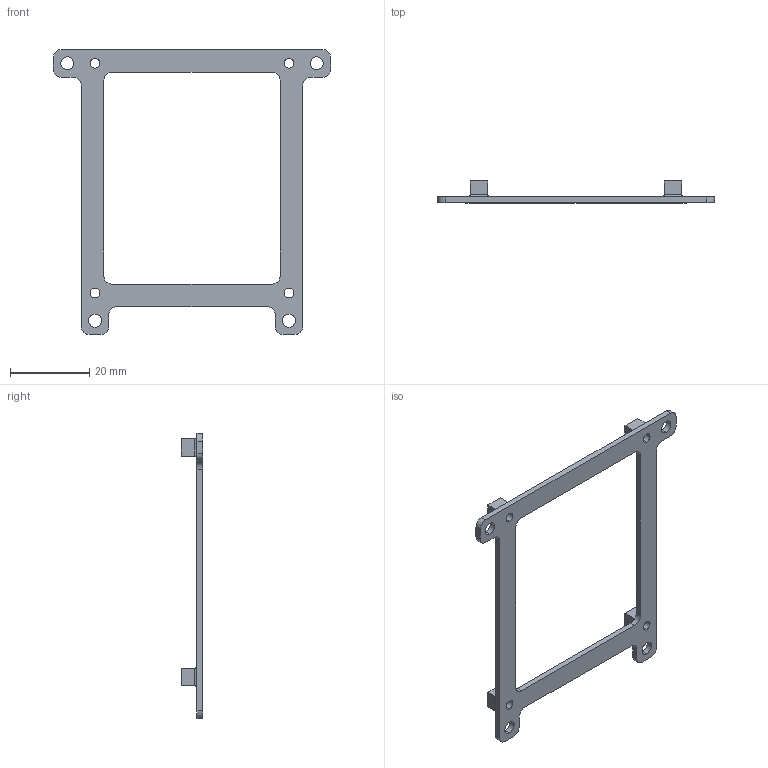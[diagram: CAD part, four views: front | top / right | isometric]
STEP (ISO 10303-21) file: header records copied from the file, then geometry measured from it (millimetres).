
FILE_DESCRIPTION (( 'STEP AP214' ), '1' );
FILE_NAME ('pi_adapter_v2.STEP', '2024-12-04T00:06:12', ( '' ), ( '' ), 'SwSTEP 2.0', 'SolidWorks 2018', '' );
FILE_SCHEMA (( 'AUTOMOTIVE_DESIGN' ));
Length unit declared in the file: millimetre
Products named in the file (1): pi_adapter_v2
Bounding box: 70 x 5.5 x 72 mm (x, y, z)
Volume: 2360.1 mm3; surface area: 4027.5 mm2
Topology: 1 solids, 1 shells, 86 faces, 224 edges, 144 vertices
Faces by surface type: cylinder 48, plane 38
Entity records: 2694 total; most frequent: CARTESIAN_POINT 503, ORIENTED_EDGE 448, DIRECTION 446, EDGE_CURVE 224, AXIS2_PLACEMENT_3D 151, VERTEX_POINT 144, VECTOR 144, LINE 144
